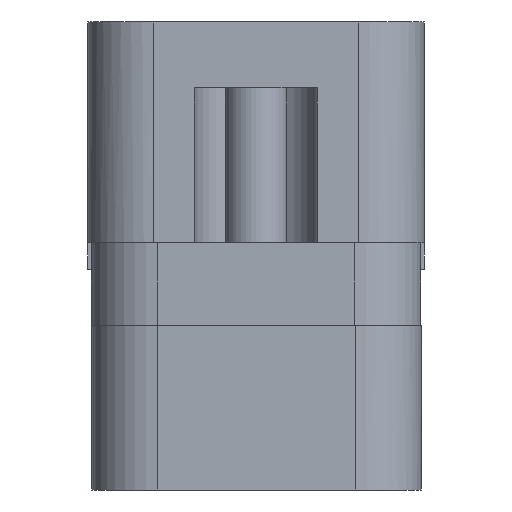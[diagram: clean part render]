
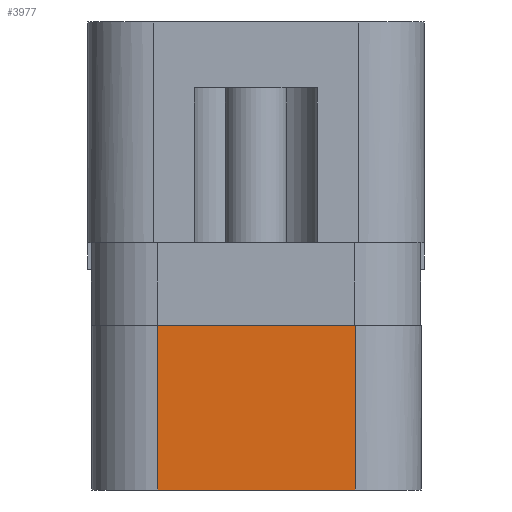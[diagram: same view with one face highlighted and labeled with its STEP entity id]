
A CAD part, left-side view. The second image highlights one B-rep face of the part: STEP entity #3977.
In plain terms, the highlighted planar face has unit normal (-1, 0, 0).
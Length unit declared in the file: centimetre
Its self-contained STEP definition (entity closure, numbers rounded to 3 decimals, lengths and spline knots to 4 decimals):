
#169=PLANE('',#6790);
#239=VECTOR('',#4420,1.);
#242=VECTOR('',#4436,1.);
#297=VECTOR('',#4877,1.);
#298=VECTOR('',#4879,1.);
#405=LINE('',#5615,#239);
#408=LINE('',#5633,#242);
#463=LINE('',#6035,#297);
#464=LINE('',#6037,#298);
#611=VERTEX_POINT('',#5586);
#626=VERTEX_POINT('',#5614);
#634=VERTEX_POINT('',#5632);
#635=VERTEX_POINT('',#5634);
#1353=EDGE_CURVE('',#626,#611,#405,.T.);
#1361=EDGE_CURVE('',#635,#634,#408,.T.);
#1540=EDGE_CURVE('',#626,#635,#463,.T.);
#1541=EDGE_CURVE('',#611,#634,#464,.T.);
#2269=ORIENTED_EDGE('',*,*,#1361,.T.);
#2270=ORIENTED_EDGE('',*,*,#1541,.F.);
#2271=ORIENTED_EDGE('',*,*,#1353,.F.);
#2272=ORIENTED_EDGE('',*,*,#1540,.T.);
#3042=EDGE_LOOP('',(#2269,#2270,#2271,#2272));
#3598=FACE_BOUND('',#3042,.T.);
#3977=ADVANCED_FACE('',(#3598),#169,.T.);
#4420=DIRECTION('',(0.,-1.,0.));
#4436=DIRECTION('',(0.,-1.,0.));
#4877=DIRECTION('',(0.,0.,-1.));
#4878=DIRECTION('',(-1.,0.,0.));
#4879=DIRECTION('',(0.,0.,-1.));
#5586=CARTESIAN_POINT('',(-3.3655,-0.3829,-1.1684));
#5614=CARTESIAN_POINT('',(-3.3655,0.3791,-1.1684));
#5615=CARTESIAN_POINT('',(-3.3655,-0.0009,-1.1684));
#5632=CARTESIAN_POINT('',(-3.3655,-0.3829,-1.8034));
#5633=CARTESIAN_POINT('',(-3.3655,-0.3829,-1.8034));
#5634=CARTESIAN_POINT('',(-3.3655,0.3791,-1.8034));
#6035=CARTESIAN_POINT('',(-3.3655,0.3791,-1.1684));
#6036=CARTESIAN_POINT('',(-3.3655,-0.0019,-1.1684));
#6037=CARTESIAN_POINT('',(-3.3655,-0.3829,-1.1684));
#6790=AXIS2_PLACEMENT_3D('',#6036,#4878,$);
